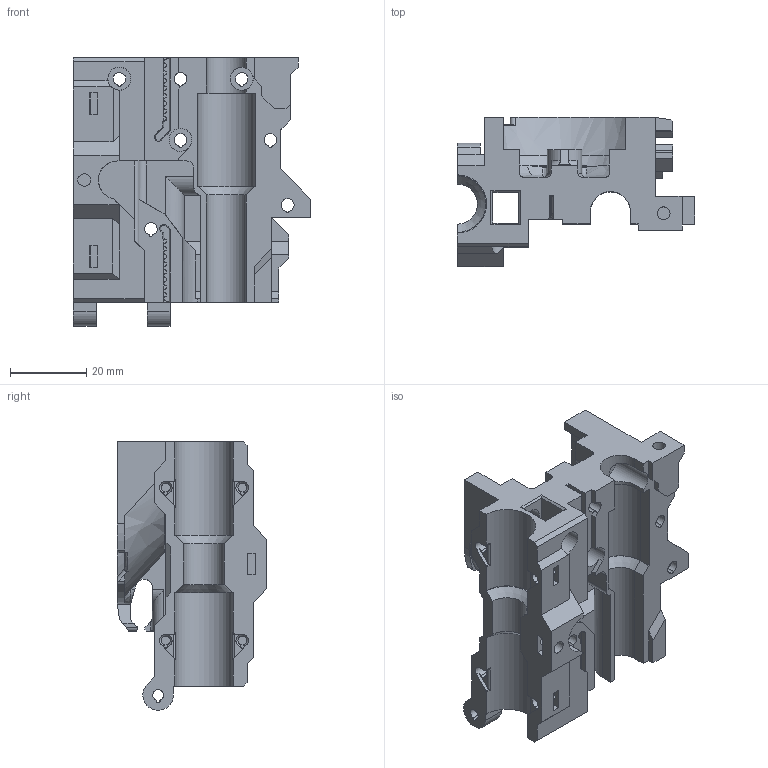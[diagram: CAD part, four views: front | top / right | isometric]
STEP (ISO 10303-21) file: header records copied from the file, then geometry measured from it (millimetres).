
FILE_DESCRIPTION(/* description */ (''),/* implementation_level */ '2;1');
FILE_NAME(/* name */ 'x-carriage-R2.stp',/* time_stamp */ '2023-07-10T12:30:07+02:00',/* author */ ('Eliáš Knor'),/* organization */ (''),/* preprocessor_version */ 'ST-DEVELOPER v19',/* originating_system */ 'Autodesk Inventor 2023',/* authorisation */ '');
FILE_SCHEMA (('AUTOMOTIVE_DESIGN { 1 0 10303 214 3 1 1 }'));
Length unit declared in the file: millimetre
Products named in the file (1): x-carriage E4
Bounding box: 62 x 39.1 x 70.25 mm (x, y, z)
Volume: 39859.3 mm3; surface area: 25095.6 mm2
Topology: 1 solids, 2 shells, 659 faces, 1872 edges, 1221 vertices
Faces by surface type: plane 421, cylinder 165, bspline 47, cone 15, torus 11
Full cylindrical faces by diameter (mm): 3.3 x4, 3.5 x1, 6 x3
Entity records: 23023 total; most frequent: CARTESIAN_POINT 5827, ORIENTED_EDGE 3736, DIRECTION 3392, EDGE_CURVE 1868, LINE 1258, VECTOR 1258, VERTEX_POINT 1221, AXIS2_PLACEMENT_3D 1067
